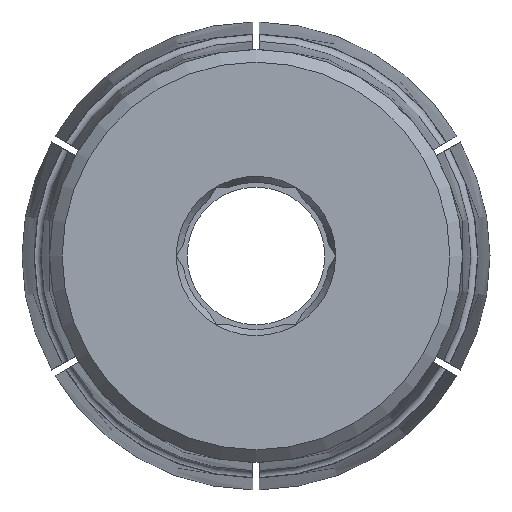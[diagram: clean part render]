
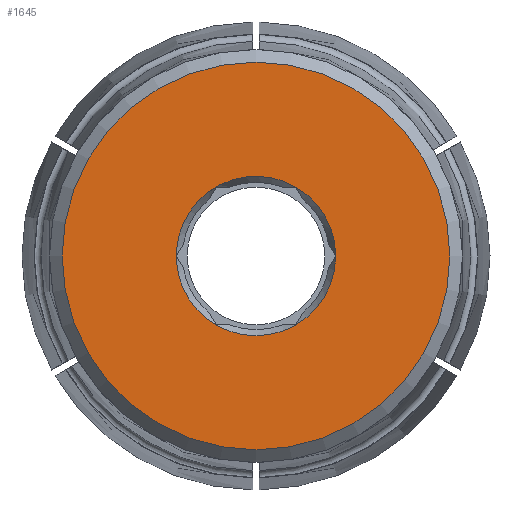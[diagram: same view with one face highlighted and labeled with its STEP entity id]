
A CAD part, left-side view. The second image highlights one B-rep face of the part: STEP entity #1645.
In plain terms, the highlighted planar face has unit normal (-1, 0, 0).
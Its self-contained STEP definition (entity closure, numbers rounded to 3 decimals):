
#279=PLANE('',#1820);
#647=ORIENTED_EDGE('',*,*,#1075,.F.);
#648=ORIENTED_EDGE('',*,*,#856,.T.);
#856=EDGE_CURVE('',#1103,#1103,#1272,.T.);
#1075=EDGE_CURVE('',#1262,#1262,#1341,.T.);
#1103=VERTEX_POINT('',#2335);
#1262=VERTEX_POINT('',#2950);
#1272=CIRCLE('',#1695,5.79);
#1341=CIRCLE('',#1821,14.08);
#1417=EDGE_LOOP('',(#647));
#1418=EDGE_LOOP('',(#648));
#1525=FACE_BOUND('',#1417,.T.);
#1526=FACE_BOUND('',#1418,.T.);
#1645=ADVANCED_FACE('',(#1525,#1526),#279,.F.);
#1695=AXIS2_PLACEMENT_3D('',#2334,#1876,#1877);
#1820=AXIS2_PLACEMENT_3D('',#2948,#2216,#2217);
#1821=AXIS2_PLACEMENT_3D('',#2949,#2218,#2219);
#1876=DIRECTION('',(1.,0.,0.));
#1877=DIRECTION('',(0.,0.,-1.));
#2216=DIRECTION('',(1.,0.,0.));
#2217=DIRECTION('',(0.,0.,-1.));
#2218=DIRECTION('',(1.,0.,0.));
#2219=DIRECTION('',(0.,0.,-1.));
#2334=CARTESIAN_POINT('',(0.,0.,0.));
#2335=CARTESIAN_POINT('',(0.,0.,-5.79));
#2948=CARTESIAN_POINT('',(0.,5.79,0.));
#2949=CARTESIAN_POINT('',(0.,0.,0.));
#2950=CARTESIAN_POINT('',(0.,0.,-14.08));
